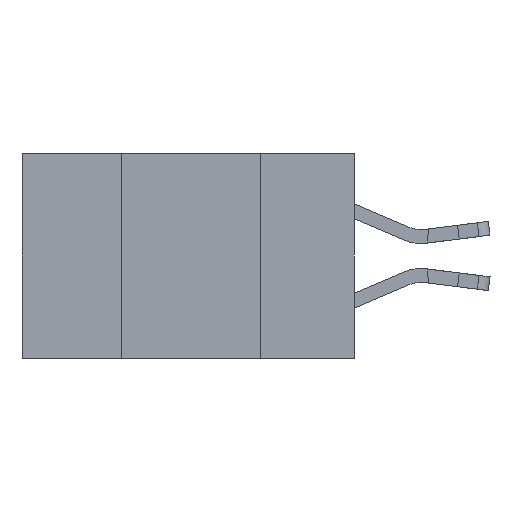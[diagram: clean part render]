
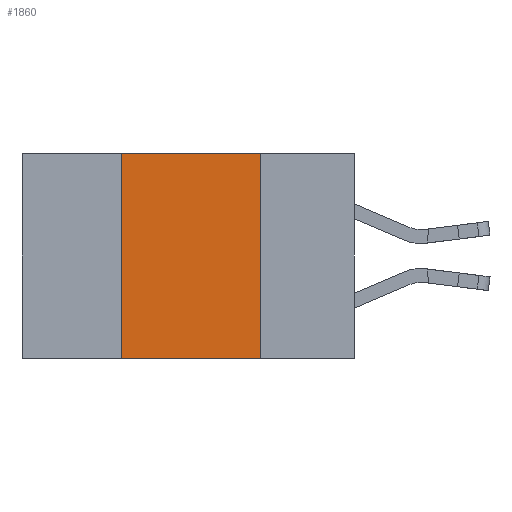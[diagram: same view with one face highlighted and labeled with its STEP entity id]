
A CAD part, left-side view. The second image highlights one B-rep face of the part: STEP entity #1860.
In plain terms, the highlighted planar face has unit normal (-1, 0, 0).
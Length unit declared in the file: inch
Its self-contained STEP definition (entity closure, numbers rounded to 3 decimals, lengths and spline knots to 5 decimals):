
#32 = CARTESIAN_POINT ( 'NONE',  ( 0., 0.6, -0.37 ) ) ;
#420 = VECTOR ( 'NONE', #7593, 39.37008 ) ;
#628 = CARTESIAN_POINT ( 'NONE',  ( 0., 0.42, -0.37 ) ) ;
#670 = LINE ( 'NONE', #6754, #6139 ) ;
#1050 = DIRECTION ( 'NONE',  ( 0., -1., 0. ) ) ;
#1860 = ADVANCED_FACE ( 'NONE', ( #2740 ), #9361, .F. ) ;
#2740 = FACE_OUTER_BOUND ( 'NONE', #10798, .T. ) ;
#2746 = LINE ( 'NONE', #32, #7876 ) ;
#2978 = ORIENTED_EDGE ( 'NONE', *, *, #11962, .T. ) ;
#3243 = CARTESIAN_POINT ( 'NONE',  ( 0., 0.17, 0. ) ) ;
#3570 = DIRECTION ( 'NONE',  ( 0., 0., 1. ) ) ;
#4309 = CARTESIAN_POINT ( 'NONE',  ( 0., 0.42, 0. ) ) ;
#4410 = VERTEX_POINT ( 'NONE', #628 ) ;
#5429 = VECTOR ( 'NONE', #3570, 39.37008 ) ;
#5588 = VERTEX_POINT ( 'NONE', #10807 ) ;
#5605 = CARTESIAN_POINT ( 'NONE',  ( 0., 0.42, -0.37 ) ) ;
#6053 = VERTEX_POINT ( 'NONE', #4309 ) ;
#6139 = VECTOR ( 'NONE', #7780, 39.37008 ) ;
#6248 = EDGE_CURVE ( 'NONE', #4410, #6053, #10895, .T. ) ;
#6569 = CARTESIAN_POINT ( 'NONE',  ( 0., 0.17, -0.37 ) ) ;
#6754 = CARTESIAN_POINT ( 'NONE',  ( 0., 0.6, 0. ) ) ;
#6766 = AXIS2_PLACEMENT_3D ( 'NONE', #9154, #9485, #9442 ) ;
#7593 = DIRECTION ( 'NONE',  ( 0., 0., -1. ) ) ;
#7759 = ORIENTED_EDGE ( 'NONE', *, *, #6248, .F. ) ;
#7780 = DIRECTION ( 'NONE',  ( 0., -1., 0. ) ) ;
#7876 = VECTOR ( 'NONE', #1050, 39.37008 ) ;
#8584 = LINE ( 'NONE', #6569, #420 ) ;
#9154 = CARTESIAN_POINT ( 'NONE',  ( 0., 0.6, 0. ) ) ;
#9283 = EDGE_CURVE ( 'NONE', #9873, #5588, #8584, .T. ) ;
#9361 = PLANE ( 'NONE',  #6766 ) ;
#9442 = DIRECTION ( 'NONE',  ( 0., 0., -1. ) ) ;
#9485 = DIRECTION ( 'NONE',  ( 1., 0., 0. ) ) ;
#9873 = VERTEX_POINT ( 'NONE', #3243 ) ;
#10798 = EDGE_LOOP ( 'NONE', ( #12754, #12100, #7759, #2978 ) ) ;
#10807 = CARTESIAN_POINT ( 'NONE',  ( 0., 0.17, -0.37 ) ) ;
#10895 = LINE ( 'NONE', #5605, #5429 ) ;
#11962 = EDGE_CURVE ( 'NONE', #4410, #5588, #2746, .T. ) ;
#12100 = ORIENTED_EDGE ( 'NONE', *, *, #12396, .F. ) ;
#12396 = EDGE_CURVE ( 'NONE', #6053, #9873, #670, .T. ) ;
#12754 = ORIENTED_EDGE ( 'NONE', *, *, #9283, .F. ) ;
